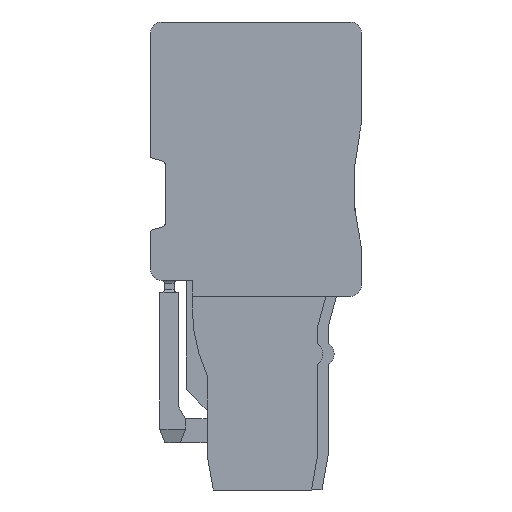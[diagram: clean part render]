
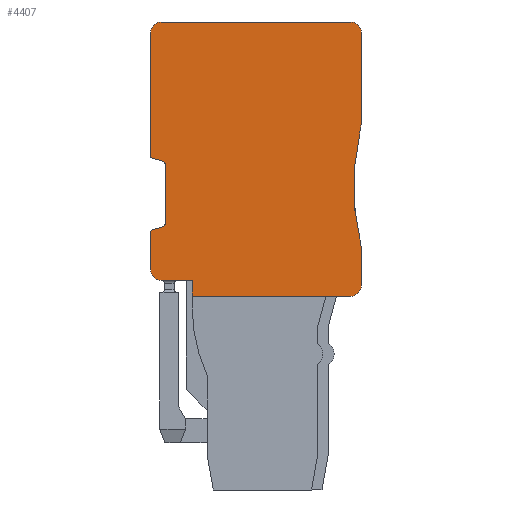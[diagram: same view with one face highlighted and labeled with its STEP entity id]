
A CAD part, left-side view. The second image highlights one B-rep face of the part: STEP entity #4407.
In plain terms, the highlighted planar face has unit normal (-1, 0, 0).
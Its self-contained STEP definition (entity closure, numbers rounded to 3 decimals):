
#4145=AXIS2_PLACEMENT_3D('Circle Axis2P3D',#4143,#4144,$) ;
#4265=AXIS2_PLACEMENT_3D('Plane Axis2P3D',#4262,#4263,#4264) ;
#4269=AXIS2_PLACEMENT_3D('Circle Axis2P3D',#4267,#4268,$) ;
#4278=AXIS2_PLACEMENT_3D('Circle Axis2P3D',#4276,#4277,$) ;
#4292=AXIS2_PLACEMENT_3D('Circle Axis2P3D',#4290,#4291,$) ;
#4306=AXIS2_PLACEMENT_3D('Circle Axis2P3D',#4304,#4305,$) ;
#4320=AXIS2_PLACEMENT_3D('Circle Axis2P3D',#4318,#4319,$) ;
#4334=AXIS2_PLACEMENT_3D('Circle Axis2P3D',#4332,#4333,$) ;
#4348=AXIS2_PLACEMENT_3D('Circle Axis2P3D',#4346,#4347,$) ;
#4362=AXIS2_PLACEMENT_3D('Circle Axis2P3D',#4360,#4361,$) ;
#4374=AXIS2_PLACEMENT_3D('Circle Axis2P3D',#4372,#4373,$) ;
#3148=CARTESIAN_POINT('Vertex',(0.,11.25,13.95)) ;
#3151=CARTESIAN_POINT('Line Origine',(0.,12.275,13.95)) ;
#3155=CARTESIAN_POINT('Vertex',(0.,13.3,13.95)) ;
#3236=CARTESIAN_POINT('Vertex',(0.,11.25,12.9)) ;
#3239=CARTESIAN_POINT('Line Origine',(0.,11.25,13.425)) ;
#3285=CARTESIAN_POINT('Vertex',(0.,0.7,12.9)) ;
#3288=CARTESIAN_POINT('Line Origine',(0.,5.975,12.9)) ;
#4143=CARTESIAN_POINT('Axis2P3D Location',(0.,13.3,14.65)) ;
#4147=CARTESIAN_POINT('Vertex',(0.,14.,14.65)) ;
#4262=CARTESIAN_POINT('Axis2P3D Location',(0.,6.8,12.9)) ;
#4267=CARTESIAN_POINT('Axis2P3D Location',(0.,-15.5,20.2)) ;
#4271=CARTESIAN_POINT('Vertex',(0.,0.,16.231)) ;
#4273=CARTESIAN_POINT('Vertex',(0.,0.083,23.83)) ;
#4276=CARTESIAN_POINT('Axis2P3D Location',(0.,3.173,24.55)) ;
#4280=CARTESIAN_POINT('Vertex',(0.,0.,24.55)) ;
#4283=CARTESIAN_POINT('Line Origine',(0.,0.,27.5)) ;
#4287=CARTESIAN_POINT('Vertex',(0.,0.,30.45)) ;
#4290=CARTESIAN_POINT('Axis2P3D Location',(0.,0.7,30.45)) ;
#4294=CARTESIAN_POINT('Vertex',(0.,0.7,31.15)) ;
#4297=CARTESIAN_POINT('Line Origine',(0.,7.,31.15)) ;
#4301=CARTESIAN_POINT('Vertex',(0.,13.3,31.15)) ;
#4304=CARTESIAN_POINT('Axis2P3D Location',(0.,13.3,30.45)) ;
#4308=CARTESIAN_POINT('Vertex',(0.,14.,30.45)) ;
#4311=CARTESIAN_POINT('Line Origine',(0.,14.,26.329)) ;
#4315=CARTESIAN_POINT('Vertex',(0.,14.,22.208)) ;
#4318=CARTESIAN_POINT('Axis2P3D Location',(0.,13.9,22.208)) ;
#4322=CARTESIAN_POINT('Vertex',(0.,13.931,22.112)) ;
#4325=CARTESIAN_POINT('Line Origine',(0.,13.586,22.001)) ;
#4329=CARTESIAN_POINT('Vertex',(0.,13.242,21.889)) ;
#4332=CARTESIAN_POINT('Axis2P3D Location',(0.,13.35,21.556)) ;
#4336=CARTESIAN_POINT('Vertex',(0.,13.,21.556)) ;
#4339=CARTESIAN_POINT('Line Origine',(0.,13.,19.7)) ;
#4343=CARTESIAN_POINT('Vertex',(0.,13.,17.844)) ;
#4346=CARTESIAN_POINT('Axis2P3D Location',(0.,13.35,17.844)) ;
#4350=CARTESIAN_POINT('Vertex',(0.,13.242,17.511)) ;
#4353=CARTESIAN_POINT('Line Origine',(0.,13.586,17.399)) ;
#4357=CARTESIAN_POINT('Vertex',(0.,13.931,17.288)) ;
#4360=CARTESIAN_POINT('Axis2P3D Location',(0.,13.9,17.192)) ;
#4364=CARTESIAN_POINT('Vertex',(0.,14.,17.192)) ;
#4367=CARTESIAN_POINT('Line Origine',(0.,14.,15.921)) ;
#4372=CARTESIAN_POINT('Axis2P3D Location',(0.,0.7,13.6)) ;
#4376=CARTESIAN_POINT('Vertex',(0.,0.,13.6)) ;
#4379=CARTESIAN_POINT('Line Origine',(0.,0.,14.916)) ;
#3152=DIRECTION('Vector Direction',(0.,1.,0.)) ;
#3240=DIRECTION('Vector Direction',(0.,0.,1.)) ;
#3289=DIRECTION('Vector Direction',(0.,1.,0.)) ;
#4144=DIRECTION('Axis2P3D Direction',(1.,0.,-0.)) ;
#4263=DIRECTION('Axis2P3D Direction',(1.,0.,-0.)) ;
#4264=DIRECTION('Axis2P3D XDirection',(0.,0.,1.)) ;
#4268=DIRECTION('Axis2P3D Direction',(1.,0.,-0.)) ;
#4277=DIRECTION('Axis2P3D Direction',(1.,0.,-0.)) ;
#4284=DIRECTION('Vector Direction',(0.,0.,1.)) ;
#4291=DIRECTION('Axis2P3D Direction',(1.,0.,-0.)) ;
#4298=DIRECTION('Vector Direction',(0.,-1.,0.)) ;
#4305=DIRECTION('Axis2P3D Direction',(1.,0.,-0.)) ;
#4312=DIRECTION('Vector Direction',(0.,0.,-1.)) ;
#4319=DIRECTION('Axis2P3D Direction',(1.,0.,-0.)) ;
#4326=DIRECTION('Vector Direction',(0.,0.951,0.309)) ;
#4333=DIRECTION('Axis2P3D Direction',(1.,0.,-0.)) ;
#4340=DIRECTION('Vector Direction',(0.,0.,-1.)) ;
#4347=DIRECTION('Axis2P3D Direction',(1.,0.,-0.)) ;
#4354=DIRECTION('Vector Direction',(0.,-0.951,0.309)) ;
#4361=DIRECTION('Axis2P3D Direction',(1.,0.,-0.)) ;
#4368=DIRECTION('Vector Direction',(0.,0.,-1.)) ;
#4373=DIRECTION('Axis2P3D Direction',(1.,0.,-0.)) ;
#4380=DIRECTION('Vector Direction',(0.,0.,1.)) ;
#3153=VECTOR('Line Direction',#3152,1.) ;
#3241=VECTOR('Line Direction',#3240,1.) ;
#3290=VECTOR('Line Direction',#3289,1.) ;
#4285=VECTOR('Line Direction',#4284,1.) ;
#4299=VECTOR('Line Direction',#4298,1.) ;
#4313=VECTOR('Line Direction',#4312,1.) ;
#4327=VECTOR('Line Direction',#4326,1.) ;
#4341=VECTOR('Line Direction',#4340,1.) ;
#4355=VECTOR('Line Direction',#4354,1.) ;
#4369=VECTOR('Line Direction',#4368,1.) ;
#4381=VECTOR('Line Direction',#4380,1.) ;
#4385=ORIENTED_EDGE('',*,*,#4275,.T.) ;
#4386=ORIENTED_EDGE('',*,*,#4282,.T.) ;
#4387=ORIENTED_EDGE('',*,*,#4289,.F.) ;
#4388=ORIENTED_EDGE('',*,*,#4296,.F.) ;
#4389=ORIENTED_EDGE('',*,*,#4303,.F.) ;
#4390=ORIENTED_EDGE('',*,*,#4310,.F.) ;
#4391=ORIENTED_EDGE('',*,*,#4317,.F.) ;
#4392=ORIENTED_EDGE('',*,*,#4324,.T.) ;
#4393=ORIENTED_EDGE('',*,*,#4331,.T.) ;
#4394=ORIENTED_EDGE('',*,*,#4338,.F.) ;
#4395=ORIENTED_EDGE('',*,*,#4345,.T.) ;
#4396=ORIENTED_EDGE('',*,*,#4352,.T.) ;
#4397=ORIENTED_EDGE('',*,*,#4359,.T.) ;
#4398=ORIENTED_EDGE('',*,*,#4366,.T.) ;
#4399=ORIENTED_EDGE('',*,*,#4371,.F.) ;
#4400=ORIENTED_EDGE('',*,*,#4149,.F.) ;
#4401=ORIENTED_EDGE('',*,*,#3157,.F.) ;
#4402=ORIENTED_EDGE('',*,*,#3243,.F.) ;
#4403=ORIENTED_EDGE('',*,*,#3292,.F.) ;
#4404=ORIENTED_EDGE('',*,*,#4378,.F.) ;
#4405=ORIENTED_EDGE('',*,*,#4383,.F.) ;
#4407=ADVANCED_FACE('V2',(#4406),#4266,.F.) ;
#4146=CIRCLE('generated circle',#4145,0.7) ;
#4270=CIRCLE('generated circle',#4269,16.) ;
#4279=CIRCLE('generated circle',#4278,3.172) ;
#4293=CIRCLE('generated circle',#4292,0.7) ;
#4307=CIRCLE('generated circle',#4306,0.7) ;
#4321=CIRCLE('generated circle',#4320,0.1) ;
#4335=CIRCLE('generated circle',#4334,0.35) ;
#4349=CIRCLE('generated circle',#4348,0.35) ;
#4363=CIRCLE('generated circle',#4362,0.1) ;
#4375=CIRCLE('generated circle',#4374,0.7) ;
#3157=EDGE_CURVE('',#3149,#3156,#3154,.T.) ;
#3243=EDGE_CURVE('',#3237,#3149,#3242,.T.) ;
#3292=EDGE_CURVE('',#3286,#3237,#3291,.T.) ;
#4149=EDGE_CURVE('',#3156,#4148,#4146,.T.) ;
#4275=EDGE_CURVE('',#4272,#4274,#4270,.T.) ;
#4282=EDGE_CURVE('',#4274,#4281,#4279,.F.) ;
#4289=EDGE_CURVE('',#4288,#4281,#4286,.F.) ;
#4296=EDGE_CURVE('',#4295,#4288,#4293,.T.) ;
#4303=EDGE_CURVE('',#4302,#4295,#4300,.T.) ;
#4310=EDGE_CURVE('',#4309,#4302,#4307,.T.) ;
#4317=EDGE_CURVE('',#4316,#4309,#4314,.F.) ;
#4324=EDGE_CURVE('',#4316,#4323,#4321,.F.) ;
#4331=EDGE_CURVE('',#4323,#4330,#4328,.F.) ;
#4338=EDGE_CURVE('',#4337,#4330,#4335,.F.) ;
#4345=EDGE_CURVE('',#4337,#4344,#4342,.T.) ;
#4352=EDGE_CURVE('',#4344,#4351,#4349,.T.) ;
#4359=EDGE_CURVE('',#4351,#4358,#4356,.F.) ;
#4366=EDGE_CURVE('',#4358,#4365,#4363,.F.) ;
#4371=EDGE_CURVE('',#4148,#4365,#4370,.F.) ;
#4378=EDGE_CURVE('',#4377,#3286,#4375,.T.) ;
#4383=EDGE_CURVE('',#4272,#4377,#4382,.F.) ;
#4384=EDGE_LOOP('',(#4385,#4386,#4387,#4388,#4389,#4390,#4391,#4392,#4393,#4394,#4395,#4396,#4397,#4398,#4399,#4400,#4401,#4402,#4403,#4404,#4405)) ;
#4406=FACE_OUTER_BOUND('',#4384,.T.) ;
#3154=LINE('Line',#3151,#3153) ;
#3242=LINE('Line',#3239,#3241) ;
#3291=LINE('Line',#3288,#3290) ;
#4286=LINE('Line',#4283,#4285) ;
#4300=LINE('Line',#4297,#4299) ;
#4314=LINE('Line',#4311,#4313) ;
#4328=LINE('Line',#4325,#4327) ;
#4342=LINE('Line',#4339,#4341) ;
#4356=LINE('Line',#4353,#4355) ;
#4370=LINE('Line',#4367,#4369) ;
#4382=LINE('Line',#4379,#4381) ;
#4266=PLANE('',#4265) ;
#3149=VERTEX_POINT('',#3148) ;
#3156=VERTEX_POINT('',#3155) ;
#3237=VERTEX_POINT('',#3236) ;
#3286=VERTEX_POINT('',#3285) ;
#4148=VERTEX_POINT('',#4147) ;
#4272=VERTEX_POINT('',#4271) ;
#4274=VERTEX_POINT('',#4273) ;
#4281=VERTEX_POINT('',#4280) ;
#4288=VERTEX_POINT('',#4287) ;
#4295=VERTEX_POINT('',#4294) ;
#4302=VERTEX_POINT('',#4301) ;
#4309=VERTEX_POINT('',#4308) ;
#4316=VERTEX_POINT('',#4315) ;
#4323=VERTEX_POINT('',#4322) ;
#4330=VERTEX_POINT('',#4329) ;
#4337=VERTEX_POINT('',#4336) ;
#4344=VERTEX_POINT('',#4343) ;
#4351=VERTEX_POINT('',#4350) ;
#4358=VERTEX_POINT('',#4357) ;
#4365=VERTEX_POINT('',#4364) ;
#4377=VERTEX_POINT('',#4376) ;
